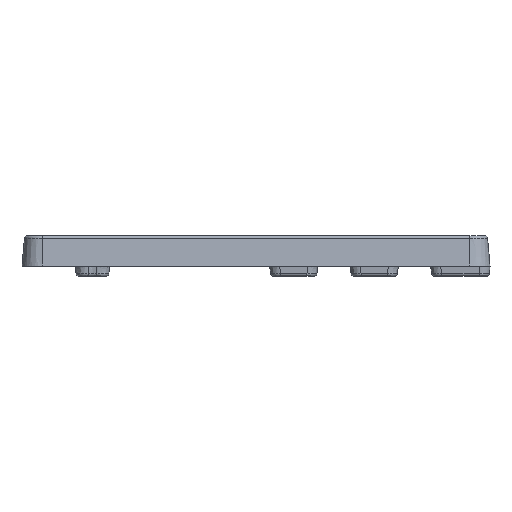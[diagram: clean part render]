
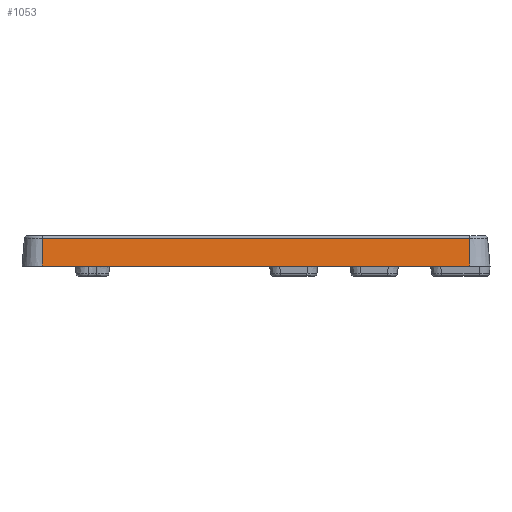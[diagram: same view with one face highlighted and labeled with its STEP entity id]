
A CAD part, front view. The second image highlights one B-rep face of the part: STEP entity #1053.
In plain terms, the highlighted planar face has unit normal (0, -0.996, 0.087).
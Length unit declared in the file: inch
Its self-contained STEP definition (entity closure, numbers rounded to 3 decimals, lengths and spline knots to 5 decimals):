
#545 = LINE ( 'NONE', #3260, #4952 ) ;
#643 = CARTESIAN_POINT ( 'NONE',  ( -0.19685, -0.26604, 0.10913 ) ) ;
#858 = LINE ( 'NONE', #2262, #5338 ) ;
#938 = DIRECTION ( 'NONE',  ( 0., -0.087, -0.996 ) ) ;
#939 = EDGE_CURVE ( 'NONE', #2421, #3121, #3313, .T. ) ;
#1053 = ADVANCED_FACE ( 'NONE', ( #3790 ), #1341, .T. ) ;
#1279 = EDGE_CURVE ( 'NONE', #3184, #5306, #545, .T. ) ;
#1284 = DIRECTION ( 'NONE',  ( 0., -0.087, -0.996 ) ) ;
#1341 = PLANE ( 'NONE',  #5706 ) ;
#1456 = CARTESIAN_POINT ( 'NONE',  ( -0.27559, -0.27559, 0. ) ) ;
#1752 = EDGE_CURVE ( 'NONE', #3121, #3184, #3306, .T. ) ;
#1785 = DIRECTION ( 'NONE',  ( 1., 0., 0. ) ) ;
#2062 = ORIENTED_EDGE ( 'NONE', *, *, #1279, .T. ) ;
#2219 = EDGE_CURVE ( 'NONE', #2421, #5306, #858, .T. ) ;
#2252 = ORIENTED_EDGE ( 'NONE', *, *, #2219, .F. ) ;
#2262 = CARTESIAN_POINT ( 'NONE',  ( 1.47638, -1719.04894, -19645.66929 ) ) ;
#2319 = CARTESIAN_POINT ( 'NONE',  ( -0.27559, -0.26604, 0.10913 ) ) ;
#2421 = VERTEX_POINT ( 'NONE', #6060 ) ;
#3121 = VERTEX_POINT ( 'NONE', #643 ) ;
#3184 = VERTEX_POINT ( 'NONE', #3774 ) ;
#3260 = CARTESIAN_POINT ( 'NONE',  ( 0.41619, -0.27559, 0. ) ) ;
#3306 = LINE ( 'NONE', #6087, #5025 ) ;
#3313 = LINE ( 'NONE', #2319, #3457 ) ;
#3323 = CARTESIAN_POINT ( 'NONE',  ( 1.47638, -0.27559, 0. ) ) ;
#3457 = VECTOR ( 'NONE', #4826, 39.37008 ) ;
#3774 = CARTESIAN_POINT ( 'NONE',  ( -0.19685, -0.27559, 0. ) ) ;
#3790 = FACE_OUTER_BOUND ( 'NONE', #5923, .T. ) ;
#3955 = DIRECTION ( 'NONE',  ( 0., -0.996, 0.087 ) ) ;
#3959 = ORIENTED_EDGE ( 'NONE', *, *, #939, .T. ) ;
#4112 = ORIENTED_EDGE ( 'NONE', *, *, #1752, .T. ) ;
#4826 = DIRECTION ( 'NONE',  ( -1., 0., 0. ) ) ;
#4952 = VECTOR ( 'NONE', #1785, 39.37008 ) ;
#5025 = VECTOR ( 'NONE', #6245, 39.37008 ) ;
#5306 = VERTEX_POINT ( 'NONE', #3323 ) ;
#5338 = VECTOR ( 'NONE', #1284, 39.37008 ) ;
#5706 = AXIS2_PLACEMENT_3D ( 'NONE', #1456, #3955, #938 ) ;
#5923 = EDGE_LOOP ( 'NONE', ( #2062, #2252, #3959, #4112 ) ) ;
#6060 = CARTESIAN_POINT ( 'NONE',  ( 1.47638, -0.26604, 0.10913 ) ) ;
#6087 = CARTESIAN_POINT ( 'NONE',  ( -0.19685, -0.27559, 0. ) ) ;
#6245 = DIRECTION ( 'NONE',  ( 0., -0.087, -0.996 ) ) ;
